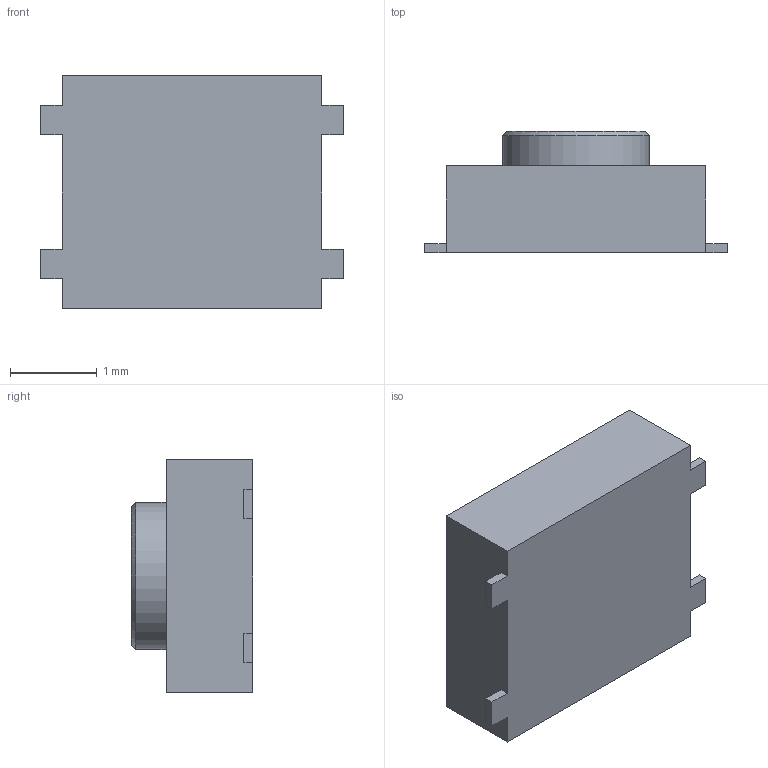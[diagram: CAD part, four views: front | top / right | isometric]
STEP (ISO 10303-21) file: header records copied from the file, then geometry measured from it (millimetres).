
FILE_DESCRIPTION(/* description */ (''),/* implementation_level */ '2;1');
FILE_NAME(/* name */ 'SKSG v1.step',/* time_stamp */ '2022-10-19T10:31:56+02:00',/* author */ (''),/* organization */ (''),/* preprocessor_version */ 'ST-DEVELOPER v19',/* originating_system */ 'Autodesk Translation Framework v11.7.0.108',/* authorisation */ '');
FILE_SCHEMA (('AUTOMOTIVE_DESIGN { 1 0 10303 214 3 1 1 }'));
Length unit declared in the file: millimetre
Products named in the file (1): SKSG
Bounding box: 3.5 x 1.4 x 2.7 mm (x, y, z)
Volume: 9 mm3; surface area: 30.5 mm2
Topology: 1 solids, 1 shells, 25 faces, 65 edges, 43 vertices
Faces by surface type: plane 23, cone 1, cylinder 1
Full cylindrical faces by diameter (mm): 1.7 x1
Entity records: 787 total; most frequent: CARTESIAN_POINT 134, ORIENTED_EDGE 130, DIRECTION 120, EDGE_CURVE 65, LINE 62, VECTOR 62, VERTEX_POINT 43, AXIS2_PLACEMENT_3D 29
